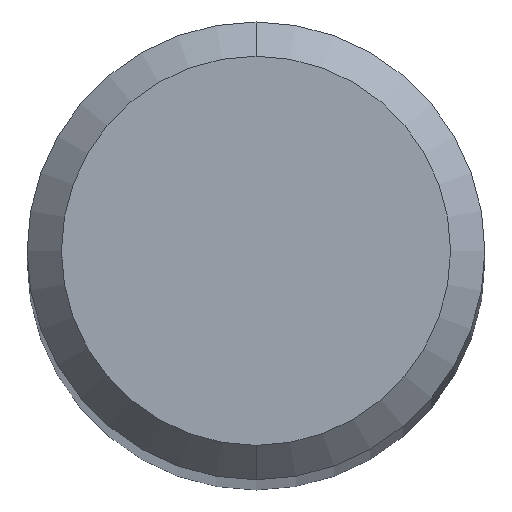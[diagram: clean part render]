
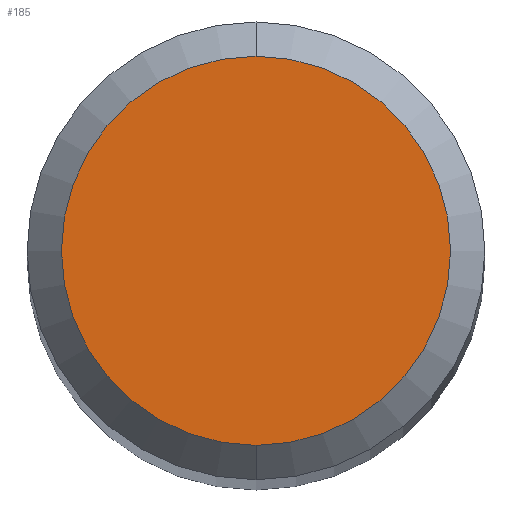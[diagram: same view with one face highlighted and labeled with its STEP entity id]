
A CAD part, top view. The second image highlights one B-rep face of the part: STEP entity #185.
In plain terms, the highlighted planar face has unit normal (0, 0, 1).
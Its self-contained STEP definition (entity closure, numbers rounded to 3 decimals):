
#185=ADVANCED_FACE('',(#492),#493,.T.);
#229=VERTEX_POINT('',#540);
#257=VERTEX_POINT('',#571);
#281=EDGE_CURVE('',#257,#229,#597,.T.);
#349=EDGE_CURVE('',#229,#257,#671,.T.);
#492=FACE_OUTER_BOUND('',#828,.T.);
#493=PLANE('',#829);
#540=CARTESIAN_POINT('',(0.,-1.7,0.0));
#571=CARTESIAN_POINT('',(0.0,1.7,0.0));
#597=CIRCLE('',#1041,1.7);
#671=CIRCLE('',#1218,1.7);
#828=EDGE_LOOP('',(#1449,#1450));
#829=AXIS2_PLACEMENT_3D('',#1451,#1452,#1453);
#1041=AXIS2_PLACEMENT_3D('',#1552,#1553,#1554);
#1218=AXIS2_PLACEMENT_3D('',#1628,#1629,#1630);
#1449=ORIENTED_EDGE('',*,*,#281,.F.);
#1450=ORIENTED_EDGE('',*,*,#349,.F.);
#1451=CARTESIAN_POINT('',(0.0,0.85,0.0));
#1452=DIRECTION('',(-0.0,0.0,1.0));
#1453=DIRECTION('',(0.0,-1.0,0.0));
#1552=CARTESIAN_POINT('',(0.0,0.0,0.0));
#1553=DIRECTION('',(0.0,0.0,-1.0));
#1554=DIRECTION('',(0.0,1.0,0.0));
#1628=CARTESIAN_POINT('',(0.0,0.0,0.0));
#1629=DIRECTION('',(0.0,0.0,-1.0));
#1630=DIRECTION('',(0.0,1.0,0.0));
